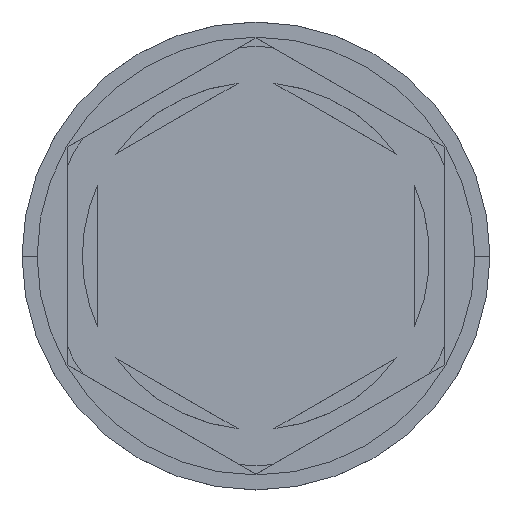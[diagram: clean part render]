
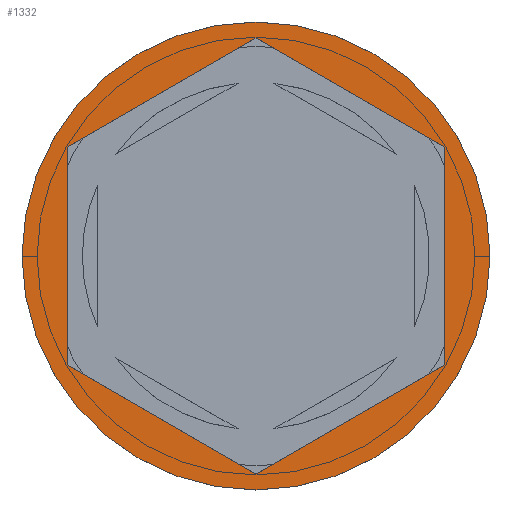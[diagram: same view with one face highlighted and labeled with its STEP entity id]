
A CAD part, top view. The second image highlights one B-rep face of the part: STEP entity #1332.
In plain terms, the highlighted planar face has unit normal (0, 0, 1).
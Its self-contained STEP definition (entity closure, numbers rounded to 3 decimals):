
#99 = CARTESIAN_POINT ( 'NONE',  ( -6.25, 3.608, 0. ) ) ;
#106 = VERTEX_POINT ( 'NONE', #1378 ) ;
#197 = DIRECTION ( 'NONE',  ( 0., 0., 1. ) ) ;
#200 = ORIENTED_EDGE ( 'NONE', *, *, #2082, .T. ) ;
#245 = AXIS2_PLACEMENT_3D ( 'NONE', #1596, #829, #1575 ) ;
#329 = VECTOR ( 'NONE', #985, 1000. ) ;
#346 = EDGE_LOOP ( 'NONE', ( #732, #1785, #2118, #860, #595, #2051 ) ) ;
#363 = PLANE ( 'NONE',  #2219 ) ;
#370 = CARTESIAN_POINT ( 'NONE',  ( 6.25, 3.608, 0. ) ) ;
#378 = DIRECTION ( 'NONE',  ( -0.866, -0.5, 0. ) ) ;
#390 = CARTESIAN_POINT ( 'NONE',  ( 0., 0., 0. ) ) ;
#414 = EDGE_CURVE ( 'NONE', #106, #1854, #453, .T. ) ;
#429 = CARTESIAN_POINT ( 'NONE',  ( -7.75, 0., 0. ) ) ;
#436 = CIRCLE ( 'NONE', #245, 7.75 ) ;
#440 = VECTOR ( 'NONE', #717, 1000. ) ;
#449 = VERTEX_POINT ( 'NONE', #2263 ) ;
#453 = LINE ( 'NONE', #799, #1761 ) ;
#478 = CARTESIAN_POINT ( 'NONE',  ( 6.25, -3.608, 0. ) ) ;
#490 = CARTESIAN_POINT ( 'NONE',  ( -6.25, 3.608, 0. ) ) ;
#498 = ORIENTED_EDGE ( 'NONE', *, *, #2332, .T. ) ;
#563 = FACE_BOUND ( 'NONE', #346, .T. ) ;
#578 = CARTESIAN_POINT ( 'NONE',  ( 0., -7.217, 0. ) ) ;
#595 = ORIENTED_EDGE ( 'NONE', *, *, #1512, .F. ) ;
#715 = CARTESIAN_POINT ( 'NONE',  ( 6.25, 3.608, 0. ) ) ;
#717 = DIRECTION ( 'NONE',  ( -0.866, 0.5, 0. ) ) ;
#732 = ORIENTED_EDGE ( 'NONE', *, *, #2261, .F. ) ;
#773 = CIRCLE ( 'NONE', #2137, 7.75 ) ;
#781 = DIRECTION ( 'NONE',  ( 1., 0., 0. ) ) ;
#792 = EDGE_CURVE ( 'NONE', #1854, #1055, #941, .T. ) ;
#799 = CARTESIAN_POINT ( 'NONE',  ( -6.25, -3.608, 0. ) ) ;
#829 = DIRECTION ( 'NONE',  ( 0., 0., 1. ) ) ;
#860 = ORIENTED_EDGE ( 'NONE', *, *, #414, .F. ) ;
#910 = CARTESIAN_POINT ( 'NONE',  ( 0., 7.217, 0. ) ) ;
#941 = LINE ( 'NONE', #578, #1309 ) ;
#985 = DIRECTION ( 'NONE',  ( 0., 1., 0. ) ) ;
#1000 = LINE ( 'NONE', #99, #2221 ) ;
#1052 = FACE_OUTER_BOUND ( 'NONE', #1177, .T. ) ;
#1055 = VERTEX_POINT ( 'NONE', #1348 ) ;
#1119 = VECTOR ( 'NONE', #378, 1000. ) ;
#1177 = EDGE_LOOP ( 'NONE', ( #200, #498 ) ) ;
#1281 = CARTESIAN_POINT ( 'NONE',  ( 0., -7.217, 0. ) ) ;
#1309 = VECTOR ( 'NONE', #2201, 1000. ) ;
#1332 = ADVANCED_FACE ( 'NONE', ( #563, #1052 ), #363, .T. ) ;
#1339 = DIRECTION ( 'NONE',  ( 0.866, -0.5, 0. ) ) ;
#1348 = CARTESIAN_POINT ( 'NONE',  ( 6.25, -3.608, 0. ) ) ;
#1378 = CARTESIAN_POINT ( 'NONE',  ( -6.25, -3.608, 0. ) ) ;
#1390 = VERTEX_POINT ( 'NONE', #715 ) ;
#1425 = EDGE_CURVE ( 'NONE', #449, #1646, #2172, .T. ) ;
#1471 = DIRECTION ( 'NONE',  ( 0., 0., 1. ) ) ;
#1482 = EDGE_CURVE ( 'NONE', #1055, #1390, #1521, .T. ) ;
#1512 = EDGE_CURVE ( 'NONE', #1646, #106, #1000, .T. ) ;
#1521 = LINE ( 'NONE', #478, #329 ) ;
#1561 = VERTEX_POINT ( 'NONE', #429 ) ;
#1575 = DIRECTION ( 'NONE',  ( 1., 0., 0. ) ) ;
#1596 = CARTESIAN_POINT ( 'NONE',  ( 0., 0., 0. ) ) ;
#1646 = VERTEX_POINT ( 'NONE', #490 ) ;
#1735 = DIRECTION ( 'NONE',  ( 0., -1., 0. ) ) ;
#1761 = VECTOR ( 'NONE', #1339, 1000. ) ;
#1785 = ORIENTED_EDGE ( 'NONE', *, *, #1482, .F. ) ;
#1837 = DIRECTION ( 'NONE',  ( 1., 0., 0. ) ) ;
#1854 = VERTEX_POINT ( 'NONE', #1281 ) ;
#1900 = CARTESIAN_POINT ( 'NONE',  ( 7.75, 0., 0. ) ) ;
#1952 = VERTEX_POINT ( 'NONE', #1900 ) ;
#2051 = ORIENTED_EDGE ( 'NONE', *, *, #1425, .F. ) ;
#2082 = EDGE_CURVE ( 'NONE', #1952, #1561, #436, .T. ) ;
#2118 = ORIENTED_EDGE ( 'NONE', *, *, #792, .F. ) ;
#2137 = AXIS2_PLACEMENT_3D ( 'NONE', #390, #1471, #1837 ) ;
#2172 = LINE ( 'NONE', #910, #1119 ) ;
#2201 = DIRECTION ( 'NONE',  ( 0.866, 0.5, 0. ) ) ;
#2211 = LINE ( 'NONE', #370, #440 ) ;
#2219 = AXIS2_PLACEMENT_3D ( 'NONE', #2342, #197, #781 ) ;
#2221 = VECTOR ( 'NONE', #1735, 1000. ) ;
#2261 = EDGE_CURVE ( 'NONE', #1390, #449, #2211, .T. ) ;
#2263 = CARTESIAN_POINT ( 'NONE',  ( 0., 7.217, 0. ) ) ;
#2332 = EDGE_CURVE ( 'NONE', #1561, #1952, #773, .T. ) ;
#2342 = CARTESIAN_POINT ( 'NONE',  ( 0., 0., 0. ) ) ;
